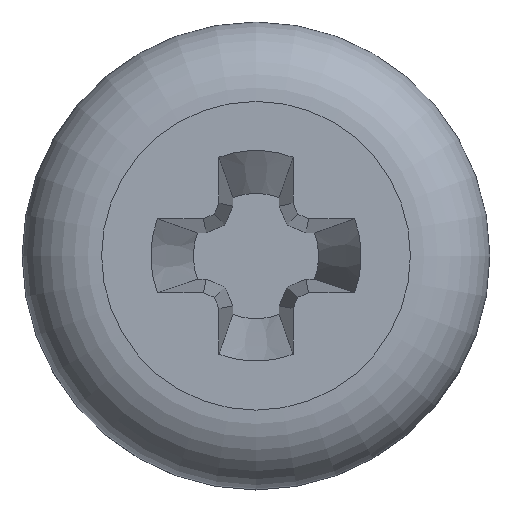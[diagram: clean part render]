
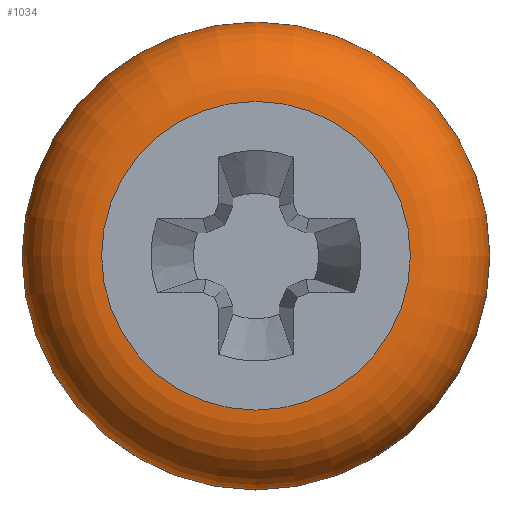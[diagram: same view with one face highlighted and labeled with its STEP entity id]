
A CAD part, top view. The second image highlights one B-rep face of the part: STEP entity #1034.
In plain terms, the highlighted toroidal (fillet/blend) face has major radius 1.32 mm and minor radius 0.68 mm.
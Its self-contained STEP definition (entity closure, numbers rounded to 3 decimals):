
#39=TOROIDAL_SURFACE('',#1118,1.32,0.68);
#112=FACE_OUTER_BOUND('',#168,.T.);
#168=EDGE_LOOP('',(#776,#777,#778,#779,#780,#781,#782));
#206=CIRCLE('',#1119,2.);
#207=CIRCLE('',#1120,2.);
#208=CIRCLE('',#1121,0.68);
#209=CIRCLE('',#1122,1.32);
#210=CIRCLE('',#1123,1.32);
#211=CIRCLE('',#1124,2.);
#453=VERTEX_POINT('',#3758);
#454=VERTEX_POINT('',#3759);
#455=VERTEX_POINT('',#3761);
#456=VERTEX_POINT('',#3763);
#457=VERTEX_POINT('',#3765);
#588=EDGE_CURVE('',#453,#454,#206,.T.);
#589=EDGE_CURVE('',#455,#453,#207,.T.);
#590=EDGE_CURVE('',#455,#456,#208,.T.);
#591=EDGE_CURVE('',#456,#457,#209,.T.);
#592=EDGE_CURVE('',#457,#456,#210,.T.);
#593=EDGE_CURVE('',#454,#455,#211,.T.);
#776=ORIENTED_EDGE('',*,*,#588,.F.);
#777=ORIENTED_EDGE('',*,*,#589,.F.);
#778=ORIENTED_EDGE('',*,*,#590,.T.);
#779=ORIENTED_EDGE('',*,*,#591,.T.);
#780=ORIENTED_EDGE('',*,*,#592,.T.);
#781=ORIENTED_EDGE('',*,*,#590,.F.);
#782=ORIENTED_EDGE('',*,*,#593,.F.);
#1034=ADVANCED_FACE('',(#112),#39,.T.);
#1118=AXIS2_PLACEMENT_3D('',#3757,#1259,#1260);
#1119=AXIS2_PLACEMENT_3D('',#3760,#1261,#1262);
#1120=AXIS2_PLACEMENT_3D('',#3762,#1263,#1264);
#1121=AXIS2_PLACEMENT_3D('',#3764,#1265,#1266);
#1122=AXIS2_PLACEMENT_3D('',#3766,#1267,#1268);
#1123=AXIS2_PLACEMENT_3D('',#3767,#1269,#1270);
#1124=AXIS2_PLACEMENT_3D('',#3768,#1271,#1272);
#1259=DIRECTION('center_axis',(0.,0.,-1.));
#1260=DIRECTION('ref_axis',(0.,1.,0.));
#1261=DIRECTION('center_axis',(0.,0.,-1.));
#1262=DIRECTION('ref_axis',(0.,1.,0.));
#1263=DIRECTION('center_axis',(0.,0.,-1.));
#1264=DIRECTION('ref_axis',(0.,1.,0.));
#1265=DIRECTION('center_axis',(-1.,0.,0.));
#1266=DIRECTION('ref_axis',(0.,-1.,0.));
#1267=DIRECTION('center_axis',(0.,0.,-1.));
#1268=DIRECTION('ref_axis',(0.,1.,0.));
#1269=DIRECTION('center_axis',(0.,0.,-1.));
#1270=DIRECTION('ref_axis',(0.,1.,0.));
#1271=DIRECTION('center_axis',(0.,0.,-1.));
#1272=DIRECTION('ref_axis',(0.,1.,0.));
#3757=CARTESIAN_POINT('Origin',(0.,0.,0.92));
#3758=CARTESIAN_POINT('',(-2.,0.,0.92));
#3759=CARTESIAN_POINT('',(2.,0.,0.92));
#3760=CARTESIAN_POINT('Origin',(0.,0.,0.92));
#3761=CARTESIAN_POINT('',(0.,-2.,0.92));
#3762=CARTESIAN_POINT('Origin',(0.,0.,0.92));
#3763=CARTESIAN_POINT('',(0.,-1.32,1.6));
#3764=CARTESIAN_POINT('Origin',(0.,-1.32,0.92));
#3765=CARTESIAN_POINT('',(0.,1.32,1.6));
#3766=CARTESIAN_POINT('Origin',(0.,0.,1.6));
#3767=CARTESIAN_POINT('Origin',(0.,0.,1.6));
#3768=CARTESIAN_POINT('Origin',(0.,0.,0.92));
